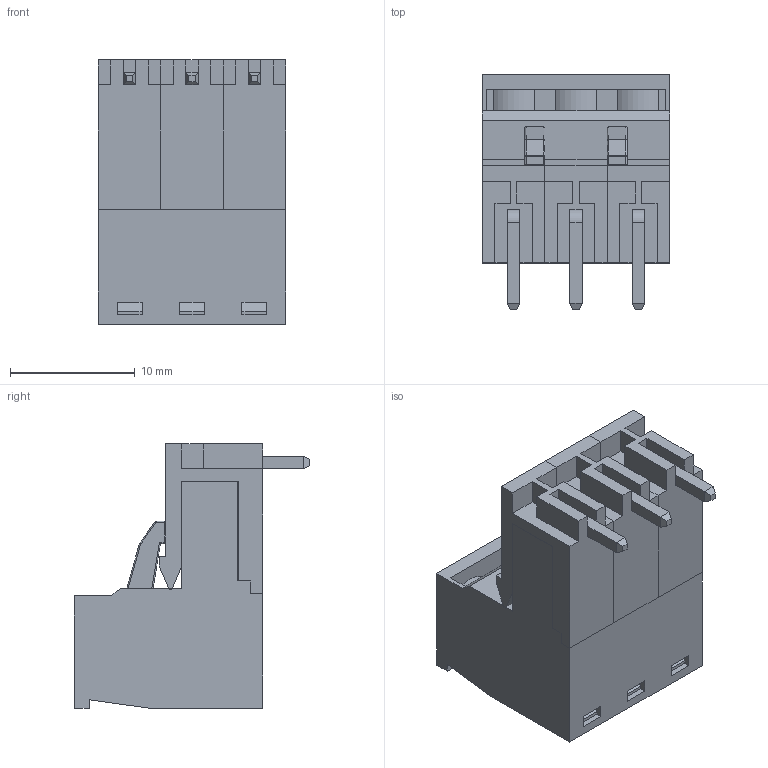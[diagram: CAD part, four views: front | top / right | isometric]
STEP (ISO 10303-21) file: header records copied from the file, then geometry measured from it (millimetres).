
FILE_DESCRIPTION(/* description */ (''),/* implementation_level */ '2;1');
FILE_NAME(/* name */ 'Pluggable terminal block 1x3 v1.step',/* time_stamp */ '2023-07-11T23:18:00+01:00',/* author */ (''),/* organization */ (''),/* preprocessor_version */ 'ST-DEVELOPER v19.2',/* originating_system */ 'Autodesk Translation Framework v12.6.0.85',/* authorisation */ '');
FILE_SCHEMA (('AUTOMOTIVE_DESIGN { 1 0 10303 214 3 1 1 }'));
Length unit declared in the file: millimetre
Products named in the file (26): Pluggable terminal block 1x3; 3P.stp; 6913527100xx_PIN.stp; Component13; Component36; 6913527100xxCAGE.stp; Component12; Component31; 6913527100xx_VIS.stp; Component14; Component30; 691352710003.stp; Component23; Component39; 691352710003_COFFRE.stp; Component19; Component35; 1P; 1P (1); 1P (2); Metal; Component20; Component29; Socket; Component15; Component37
Assembly tree (35 placements, depth 5):
  Pluggable terminal block 1x3
    3P.stp
      6913527100xx_PIN.stp  x3
        Component13
          Component36
      6913527100xxCAGE.stp  x3
        Component12
          Component31
      6913527100xx_VIS.stp  x3
        Component14
          Component30
      691352710003.stp
        Component23
          Component39
      691352710003_COFFRE.stp
        Component19
          Component35
    1P
      Metal
        Component20
          Component29
      Socket
        Component15
          Component37
    1P (1)
      Metal
        Component20
          Component29
      Socket
        Component15
          Component37
    1P (2)
      Metal
        Component20
          Component29
      Socket
        Component15
          Component37
Bounding box: 15 x 18.85 x 21.2 mm (x, y, z)
Volume: 2324.9 mm3; surface area: 6144.4 mm2
Topology: 17 solids, 17 shells, 847 faces, 2293 edges, 1478 vertices
Faces by surface type: plane 618, cylinder 195, sphere 16, cone 12, torus 6
Full cylindrical faces by diameter (mm): 2.7 x6, 3.5 x6
Entity records: 15821 total; most frequent: CARTESIAN_POINT 2751, ORIENTED_EDGE 2606, DIRECTION 2605, EDGE_CURVE 1303, LINE 1085, VECTOR 1085, VERTEX_POINT 842, AXIS2_PLACEMENT_3D 760
